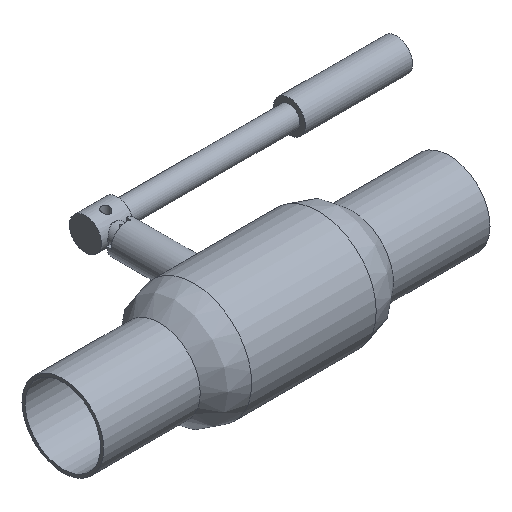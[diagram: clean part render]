
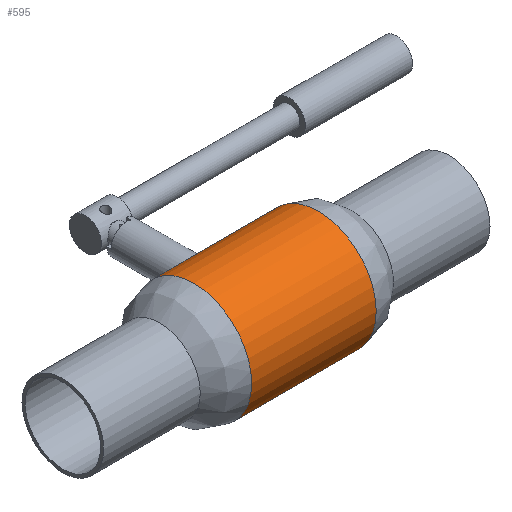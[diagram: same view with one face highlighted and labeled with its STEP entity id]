
A CAD part, isometric view. The second image highlights one B-rep face of the part: STEP entity #595.
In plain terms, the highlighted cylindrical face has radius 54 mm (diameter 108 mm), a full revolution.
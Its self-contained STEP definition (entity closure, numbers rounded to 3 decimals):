
#79=CIRCLE('',#681,54.);
#80=CIRCLE('',#682,54.);
#82=CIRCLE('',#684,54.);
#83=CIRCLE('',#686,54.);
#84=CIRCLE('',#687,54.);
#85=CIRCLE('',#688,54.);
#119=FACE_OUTER_BOUND('',#158,.T.);
#158=EDGE_LOOP('',(#522,#523,#524,#525,#526,#527,#528,#529,#530,#531,#532,
#533,#534,#535,#536,#537));
#181=LINE('',#1134,#207);
#182=LINE('',#1139,#208);
#186=LINE('',#1263,#212);
#187=LINE('',#1264,#213);
#207=VECTOR('',#811,10.);
#208=VECTOR('',#816,10.);
#212=VECTOR('',#862,54.);
#213=VECTOR('',#863,54.);
#224=B_SPLINE_CURVE_WITH_KNOTS('',3,(#1143,#1144,#1145,#1146,#1147,#1148,
#1149,#1150,#1151,#1152,#1153,#1154,#1155,#1156),.UNSPECIFIED.,.F.,.F.,
(4,2,2,2,2,2,4),(0.384,0.414,0.827,
1.655,2.414,2.794,3.174),
 .UNSPECIFIED.);
#225=B_SPLINE_CURVE_WITH_KNOTS('',3,(#1158,#1159,#1160,#1161,#1162,#1163,
#1164,#1165,#1166,#1167,#1168,#1169,#1170,#1171),.UNSPECIFIED.,.F.,.F.,
(4,2,2,2,2,2,4),(9.522,9.901,10.281,11.041,
11.868,12.282,12.312),.UNSPECIFIED.);
#226=B_SPLINE_CURVE_WITH_KNOTS('',3,(#1172,#1173,#1174,#1175,#1176,#1177,
#1178,#1179,#1180,#1181,#1182,#1183,#1184,#1185),.UNSPECIFIED.,.F.,.F.,
(4,2,2,2,2,2,4),(6.732,6.761,7.175,8.002,
8.762,9.142,9.522),.UNSPECIFIED.);
#227=B_SPLINE_CURVE_WITH_KNOTS('',3,(#1186,#1187,#1188,#1189,#1190,#1191,
#1192,#1193,#1194,#1195,#1196,#1197,#1198,#1199),.UNSPECIFIED.,.F.,.F.,
(4,2,2,2,2,2,4),(3.174,3.554,3.934,4.693,
5.52,5.934,5.964),.UNSPECIFIED.);
#267=VERTEX_POINT('',#1132);
#268=VERTEX_POINT('',#1133);
#269=VERTEX_POINT('',#1137);
#270=VERTEX_POINT('',#1138);
#271=VERTEX_POINT('',#1142);
#272=VERTEX_POINT('',#1157);
#281=VERTEX_POINT('',#1249);
#282=VERTEX_POINT('',#1250);
#283=VERTEX_POINT('',#1252);
#284=VERTEX_POINT('',#1257);
#285=VERTEX_POINT('',#1258);
#286=VERTEX_POINT('',#1260);
#345=EDGE_CURVE('',#267,#268,#181,.T.);
#347=EDGE_CURVE('',#269,#270,#182,.T.);
#349=EDGE_CURVE('',#270,#271,#224,.T.);
#350=EDGE_CURVE('',#272,#269,#225,.T.);
#351=EDGE_CURVE('',#268,#272,#226,.T.);
#352=EDGE_CURVE('',#271,#267,#227,.T.);
#364=EDGE_CURVE('',#281,#282,#79,.T.);
#365=EDGE_CURVE('',#283,#281,#80,.T.);
#367=EDGE_CURVE('',#282,#283,#82,.T.);
#368=EDGE_CURVE('',#284,#285,#83,.T.);
#369=EDGE_CURVE('',#286,#284,#84,.T.);
#370=EDGE_CURVE('',#285,#286,#85,.T.);
#371=EDGE_CURVE('',#285,#271,#186,.T.);
#372=EDGE_CURVE('',#272,#282,#187,.T.);
#522=ORIENTED_EDGE('',*,*,#368,.F.);
#523=ORIENTED_EDGE('',*,*,#369,.F.);
#524=ORIENTED_EDGE('',*,*,#370,.F.);
#525=ORIENTED_EDGE('',*,*,#371,.T.);
#526=ORIENTED_EDGE('',*,*,#352,.T.);
#527=ORIENTED_EDGE('',*,*,#345,.T.);
#528=ORIENTED_EDGE('',*,*,#351,.T.);
#529=ORIENTED_EDGE('',*,*,#372,.T.);
#530=ORIENTED_EDGE('',*,*,#367,.T.);
#531=ORIENTED_EDGE('',*,*,#365,.T.);
#532=ORIENTED_EDGE('',*,*,#364,.T.);
#533=ORIENTED_EDGE('',*,*,#372,.F.);
#534=ORIENTED_EDGE('',*,*,#350,.T.);
#535=ORIENTED_EDGE('',*,*,#347,.T.);
#536=ORIENTED_EDGE('',*,*,#349,.T.);
#537=ORIENTED_EDGE('',*,*,#371,.F.);
#566=CYLINDRICAL_SURFACE('',#685,54.);
#595=ADVANCED_FACE('',(#119),#566,.T.);
#681=AXIS2_PLACEMENT_3D('',#1251,#846,#847);
#682=AXIS2_PLACEMENT_3D('',#1253,#848,#849);
#684=AXIS2_PLACEMENT_3D('',#1255,#852,#853);
#685=AXIS2_PLACEMENT_3D('',#1256,#854,#855);
#686=AXIS2_PLACEMENT_3D('',#1259,#856,#857);
#687=AXIS2_PLACEMENT_3D('',#1261,#858,#859);
#688=AXIS2_PLACEMENT_3D('',#1262,#860,#861);
#811=DIRECTION('',(1.,0.,0.));
#816=DIRECTION('',(-1.,0.,0.));
#846=DIRECTION('center_axis',(-1.,0.,0.));
#847=DIRECTION('ref_axis',(0.,0.,1.));
#848=DIRECTION('center_axis',(-1.,0.,0.));
#849=DIRECTION('ref_axis',(0.,0.,1.));
#852=DIRECTION('center_axis',(-1.,0.,0.));
#853=DIRECTION('ref_axis',(0.,0.,1.));
#854=DIRECTION('center_axis',(-1.,0.,0.));
#855=DIRECTION('ref_axis',(0.,-1.,0.));
#856=DIRECTION('center_axis',(-1.,0.,0.));
#857=DIRECTION('ref_axis',(0.,0.,1.));
#858=DIRECTION('center_axis',(-1.,0.,0.));
#859=DIRECTION('ref_axis',(0.,0.,1.));
#860=DIRECTION('center_axis',(-1.,0.,0.));
#861=DIRECTION('ref_axis',(0.,0.,1.));
#862=DIRECTION('',(1.,0.,0.));
#863=DIRECTION('',(1.,0.,0.));
#1132=CARTESIAN_POINT('',(-3.742,49.,-22.694));
#1133=CARTESIAN_POINT('',(3.742,49.,-22.694));
#1134=CARTESIAN_POINT('',(0.,49.,-22.694));
#1137=CARTESIAN_POINT('',(3.742,49.,22.694));
#1138=CARTESIAN_POINT('',(-3.742,49.,22.694));
#1139=CARTESIAN_POINT('',(0.,49.,22.694));
#1142=CARTESIAN_POINT('',(-18.,54.,0.));
#1143=CARTESIAN_POINT('Ctrl Pts',(-3.742,49.,22.694));
#1144=CARTESIAN_POINT('Ctrl Pts',(-3.835,49.013,22.665));
#1145=CARTESIAN_POINT('Ctrl Pts',(-3.929,49.027,22.634));
#1146=CARTESIAN_POINT('Ctrl Pts',(-5.314,49.241,22.171));
#1147=CARTESIAN_POINT('Ctrl Pts',(-6.549,49.523,21.544));
#1148=CARTESIAN_POINT('Ctrl Pts',(-10.008,50.485,19.235));
#1149=CARTESIAN_POINT('Ctrl Pts',(-11.987,51.268,17.114));
#1150=CARTESIAN_POINT('Ctrl Pts',(-14.871,52.491,12.852));
#1151=CARTESIAN_POINT('Ctrl Pts',(-16.054,53.05,10.417));
#1152=CARTESIAN_POINT('Ctrl Pts',(-17.229,53.617,6.548));
#1153=CARTESIAN_POINT('Ctrl Pts',(-17.524,53.763,5.222));
#1154=CARTESIAN_POINT('Ctrl Pts',(-17.909,53.955,2.581));
#1155=CARTESIAN_POINT('Ctrl Pts',(-18.,54.,1.266));
#1156=CARTESIAN_POINT('Ctrl Pts',(-18.,54.,0.));
#1157=CARTESIAN_POINT('',(18.,54.,0.));
#1158=CARTESIAN_POINT('Ctrl Pts',(18.,54.,0.));
#1159=CARTESIAN_POINT('Ctrl Pts',(18.,54.,1.266));
#1160=CARTESIAN_POINT('Ctrl Pts',(17.909,53.955,2.581));
#1161=CARTESIAN_POINT('Ctrl Pts',(17.524,53.763,5.222));
#1162=CARTESIAN_POINT('Ctrl Pts',(17.229,53.617,6.548));
#1163=CARTESIAN_POINT('Ctrl Pts',(16.054,53.05,10.417));
#1164=CARTESIAN_POINT('Ctrl Pts',(14.871,52.491,12.852));
#1165=CARTESIAN_POINT('Ctrl Pts',(11.987,51.268,17.114));
#1166=CARTESIAN_POINT('Ctrl Pts',(10.008,50.485,19.235));
#1167=CARTESIAN_POINT('Ctrl Pts',(6.549,49.523,21.544));
#1168=CARTESIAN_POINT('Ctrl Pts',(5.314,49.241,22.171));
#1169=CARTESIAN_POINT('Ctrl Pts',(3.929,49.027,22.634));
#1170=CARTESIAN_POINT('Ctrl Pts',(3.835,49.013,22.665));
#1171=CARTESIAN_POINT('Ctrl Pts',(3.742,49.,22.694));
#1172=CARTESIAN_POINT('Ctrl Pts',(3.742,49.,-22.694));
#1173=CARTESIAN_POINT('Ctrl Pts',(3.835,49.013,-22.665));
#1174=CARTESIAN_POINT('Ctrl Pts',(3.929,49.027,-22.634));
#1175=CARTESIAN_POINT('Ctrl Pts',(5.314,49.241,-22.171));
#1176=CARTESIAN_POINT('Ctrl Pts',(6.549,49.523,-21.544));
#1177=CARTESIAN_POINT('Ctrl Pts',(10.008,50.485,-19.235));
#1178=CARTESIAN_POINT('Ctrl Pts',(11.987,51.268,-17.114));
#1179=CARTESIAN_POINT('Ctrl Pts',(14.871,52.491,-12.852));
#1180=CARTESIAN_POINT('Ctrl Pts',(16.054,53.05,-10.417));
#1181=CARTESIAN_POINT('Ctrl Pts',(17.229,53.617,-6.548));
#1182=CARTESIAN_POINT('Ctrl Pts',(17.524,53.763,-5.222));
#1183=CARTESIAN_POINT('Ctrl Pts',(17.909,53.955,-2.581));
#1184=CARTESIAN_POINT('Ctrl Pts',(18.,54.,-1.266));
#1185=CARTESIAN_POINT('Ctrl Pts',(18.,54.,0.));
#1186=CARTESIAN_POINT('Ctrl Pts',(-18.,54.,0.));
#1187=CARTESIAN_POINT('Ctrl Pts',(-18.,54.,-1.266));
#1188=CARTESIAN_POINT('Ctrl Pts',(-17.909,53.955,-2.581));
#1189=CARTESIAN_POINT('Ctrl Pts',(-17.524,53.763,-5.222));
#1190=CARTESIAN_POINT('Ctrl Pts',(-17.229,53.617,-6.548));
#1191=CARTESIAN_POINT('Ctrl Pts',(-16.054,53.05,-10.417));
#1192=CARTESIAN_POINT('Ctrl Pts',(-14.871,52.491,-12.852));
#1193=CARTESIAN_POINT('Ctrl Pts',(-11.987,51.268,-17.114));
#1194=CARTESIAN_POINT('Ctrl Pts',(-10.008,50.485,-19.235));
#1195=CARTESIAN_POINT('Ctrl Pts',(-6.549,49.523,-21.544));
#1196=CARTESIAN_POINT('Ctrl Pts',(-5.314,49.241,-22.171));
#1197=CARTESIAN_POINT('Ctrl Pts',(-3.929,49.027,-22.634));
#1198=CARTESIAN_POINT('Ctrl Pts',(-3.835,49.013,-22.665));
#1199=CARTESIAN_POINT('Ctrl Pts',(-3.742,49.,-22.694));
#1249=CARTESIAN_POINT('',(58.038,-54.,0.));
#1250=CARTESIAN_POINT('',(58.038,54.,0.));
#1251=CARTESIAN_POINT('Origin',(58.038,0.,0.));
#1252=CARTESIAN_POINT('',(58.038,0.,-54.));
#1253=CARTESIAN_POINT('Origin',(58.038,0.,0.));
#1255=CARTESIAN_POINT('Origin',(58.038,0.,0.));
#1256=CARTESIAN_POINT('Origin',(0.,0.,0.));
#1257=CARTESIAN_POINT('',(-58.038,-54.,0.));
#1258=CARTESIAN_POINT('',(-58.038,54.,0.));
#1259=CARTESIAN_POINT('Origin',(-58.038,0.,0.));
#1260=CARTESIAN_POINT('',(-58.038,0.,-54.));
#1261=CARTESIAN_POINT('Origin',(-58.038,0.,0.));
#1262=CARTESIAN_POINT('Origin',(-58.038,0.,0.));
#1263=CARTESIAN_POINT('',(0.,54.,0.));
#1264=CARTESIAN_POINT('',(0.,54.,0.));
